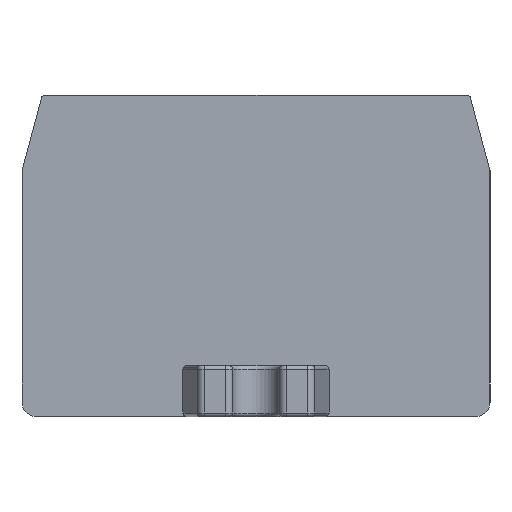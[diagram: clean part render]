
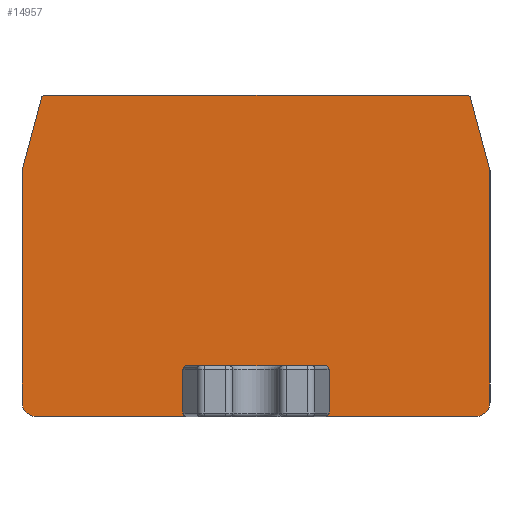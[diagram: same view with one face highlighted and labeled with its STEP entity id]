
A CAD part, front view. The second image highlights one B-rep face of the part: STEP entity #14957.
In plain terms, the highlighted planar face has unit normal (0, -1, 0).
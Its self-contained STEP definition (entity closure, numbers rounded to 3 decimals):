
#102=ELLIPSE('',#15807,0.254,0.25);
#103=ELLIPSE('',#15814,0.254,0.25);
#104=ELLIPSE('',#15817,0.254,0.25);
#105=ELLIPSE('',#15820,0.254,0.25);
#428=CIRCLE('',#15809,1.);
#429=CIRCLE('',#15811,1.);
#432=CIRCLE('',#15866,0.25);
#433=CIRCLE('',#15867,0.25);
#3004=ORIENTED_EDGE('',*,*,#5171,.T.);
#3005=ORIENTED_EDGE('',*,*,#5194,.F.);
#3006=ORIENTED_EDGE('',*,*,#5192,.T.);
#3007=ORIENTED_EDGE('',*,*,#5190,.T.);
#3008=ORIENTED_EDGE('',*,*,#5188,.T.);
#3009=ORIENTED_EDGE('',*,*,#5186,.T.);
#3010=ORIENTED_EDGE('',*,*,#5184,.T.);
#3011=ORIENTED_EDGE('',*,*,#5182,.T.);
#3012=ORIENTED_EDGE('',*,*,#5176,.T.);
#3013=ORIENTED_EDGE('',*,*,#5197,.T.);
#3014=ORIENTED_EDGE('',*,*,#5208,.T.);
#3015=ORIENTED_EDGE('',*,*,#5243,.T.);
#3016=ORIENTED_EDGE('',*,*,#5244,.T.);
#3017=ORIENTED_EDGE('',*,*,#5245,.T.);
#3018=ORIENTED_EDGE('',*,*,#5200,.T.);
#3019=ORIENTED_EDGE('',*,*,#5201,.T.);
#3020=ORIENTED_EDGE('',*,*,#5174,.T.);
#3021=ORIENTED_EDGE('',*,*,#5179,.T.);
#5171=EDGE_CURVE('',#6260,#6259,#102,.F.);
#5174=EDGE_CURVE('',#6262,#6261,#428,.T.);
#5176=EDGE_CURVE('',#6263,#6264,#429,.T.);
#5179=EDGE_CURVE('',#6261,#6260,#7341,.T.);
#5182=EDGE_CURVE('',#6265,#6263,#7344,.T.);
#5184=EDGE_CURVE('',#6266,#6265,#103,.F.);
#5186=EDGE_CURVE('',#6267,#6266,#7347,.T.);
#5188=EDGE_CURVE('',#6268,#6267,#104,.F.);
#5190=EDGE_CURVE('',#6269,#6268,#7350,.T.);
#5192=EDGE_CURVE('',#6270,#6269,#105,.F.);
#5194=EDGE_CURVE('',#6270,#6259,#7353,.T.);
#5197=EDGE_CURVE('',#6264,#6271,#7356,.T.);
#5200=EDGE_CURVE('',#6272,#6273,#7359,.T.);
#5201=EDGE_CURVE('',#6273,#6262,#7360,.T.);
#5208=EDGE_CURVE('',#6271,#6274,#7367,.T.);
#5243=EDGE_CURVE('',#6274,#6277,#432,.T.);
#5244=EDGE_CURVE('',#6277,#6278,#7400,.T.);
#5245=EDGE_CURVE('',#6278,#6272,#433,.T.);
#6259=VERTEX_POINT('',#23295);
#6260=VERTEX_POINT('',#23297);
#6261=VERTEX_POINT('',#23301);
#6262=VERTEX_POINT('',#23303);
#6263=VERTEX_POINT('',#23307);
#6264=VERTEX_POINT('',#23308);
#6265=VERTEX_POINT('',#23316);
#6266=VERTEX_POINT('',#23320);
#6267=VERTEX_POINT('',#23324);
#6268=VERTEX_POINT('',#23328);
#6269=VERTEX_POINT('',#23332);
#6270=VERTEX_POINT('',#23336);
#6271=VERTEX_POINT('',#23344);
#6272=VERTEX_POINT('',#23348);
#6273=VERTEX_POINT('',#23350);
#6274=VERTEX_POINT('',#23367);
#6277=VERTEX_POINT('',#23437);
#6278=VERTEX_POINT('',#23439);
#7341=LINE('',#23312,#8468);
#7344=LINE('',#23315,#8471);
#7347=LINE('',#23323,#8474);
#7350=LINE('',#23331,#8477);
#7353=LINE('',#23339,#8480);
#7356=LINE('',#23345,#8483);
#7359=LINE('',#23351,#8486);
#7360=LINE('',#23353,#8487);
#7367=LINE('',#23368,#8494);
#7400=LINE('',#23438,#8527);
#8468=VECTOR('',#18515,1000.);
#8471=VECTOR('',#18518,1000.);
#8474=VECTOR('',#18527,1000.);
#8477=VECTOR('',#18536,1000.);
#8480=VECTOR('',#18545,1000.);
#8483=VECTOR('',#18552,1000.);
#8486=VECTOR('',#18557,1000.);
#8487=VECTOR('',#18560,1000.);
#8494=VECTOR('',#18581,1000.);
#8527=VECTOR('',#18682,1000.);
#9073=EDGE_LOOP('',(#3004,#3005,#3006,#3007,#3008,#3009,#3010,#3011,#3012,
#3013,#3014,#3015,#3016,#3017,#3018,#3019,#3020,#3021));
#9713=FACE_BOUND('',#9073,.T.);
#10183=PLANE('',#15865);
#14957=ADVANCED_FACE('',(#9713),#10183,.T.);
#15807=AXIS2_PLACEMENT_3D('',#23296,#18498,#18499);
#15809=AXIS2_PLACEMENT_3D('',#23302,#18504,#18505);
#15811=AXIS2_PLACEMENT_3D('',#23306,#18509,#18510);
#15814=AXIS2_PLACEMENT_3D('',#23319,#18522,#18523);
#15817=AXIS2_PLACEMENT_3D('',#23327,#18531,#18532);
#15820=AXIS2_PLACEMENT_3D('',#23335,#18540,#18541);
#15865=AXIS2_PLACEMENT_3D('',#23435,#18678,#18679);
#15866=AXIS2_PLACEMENT_3D('',#23436,#18680,#18681);
#15867=AXIS2_PLACEMENT_3D('',#23440,#18683,#18684);
#18498=DIRECTION('',(0.,-1.,0.));
#18499=DIRECTION('',(1.,0.,0.));
#18504=DIRECTION('',(0.,-1.,0.));
#18505=DIRECTION('',(1.,0.,0.));
#18509=DIRECTION('',(0.,-1.,0.));
#18510=DIRECTION('',(0.,0.,-1.));
#18515=DIRECTION('',(1.,0.,0.));
#18518=DIRECTION('',(1.,0.,0.));
#18522=DIRECTION('',(0.,-1.,0.));
#18523=DIRECTION('',(1.,0.,0.));
#18527=DIRECTION('',(0.,0.,-1.));
#18531=DIRECTION('',(0.,-1.,0.));
#18532=DIRECTION('',(-1.,0.,0.));
#18536=DIRECTION('',(1.,0.,0.));
#18540=DIRECTION('',(0.,-1.,0.));
#18541=DIRECTION('',(-1.,0.,0.));
#18545=DIRECTION('',(0.,0.,-1.));
#18552=DIRECTION('',(0.,0.,1.));
#18557=DIRECTION('',(-0.259,0.,-0.966));
#18560=DIRECTION('',(0.,0.,-1.));
#18581=DIRECTION('',(-0.259,0.,0.966));
#18678=DIRECTION('',(0.,-1.,0.));
#18679=DIRECTION('',(0.,0.,-1.));
#18680=DIRECTION('',(0.,-1.,0.));
#18681=DIRECTION('',(1.,0.,0.));
#18682=DIRECTION('',(-1.,0.,0.));
#18683=DIRECTION('',(0.,-1.,0.));
#18684=DIRECTION('',(1.,0.,0.));
#23295=CARTESIAN_POINT('',(-9.775,-21.15,-4.154));
#23296=CARTESIAN_POINT('',(-9.521,-21.15,-4.154));
#23297=CARTESIAN_POINT('',(-9.521,-21.15,-4.404));
#23301=CARTESIAN_POINT('',(-19.8,-21.15,-4.404));
#23302=CARTESIAN_POINT('',(-19.8,-21.15,-3.404));
#23303=CARTESIAN_POINT('',(-20.8,-21.15,-3.404));
#23306=CARTESIAN_POINT('',(10.25,-21.15,-3.404));
#23307=CARTESIAN_POINT('',(10.25,-21.15,-4.404));
#23308=CARTESIAN_POINT('',(11.25,-21.15,-3.404));
#23312=CARTESIAN_POINT('',(-20.,-21.15,-4.404));
#23315=CARTESIAN_POINT('',(-20.,-21.15,-4.404));
#23316=CARTESIAN_POINT('',(-0.029,-21.15,-4.404));
#23319=CARTESIAN_POINT('',(-0.029,-21.15,-4.154));
#23320=CARTESIAN_POINT('',(0.225,-21.15,-4.154));
#23323=CARTESIAN_POINT('',(0.225,-21.15,-0.904));
#23324=CARTESIAN_POINT('',(0.225,-21.15,-1.154));
#23327=CARTESIAN_POINT('',(-0.029,-21.15,-1.154));
#23328=CARTESIAN_POINT('',(-0.029,-21.15,-0.904));
#23331=CARTESIAN_POINT('',(-9.775,-21.15,-0.904));
#23332=CARTESIAN_POINT('',(-9.521,-21.15,-0.904));
#23335=CARTESIAN_POINT('',(-9.521,-21.15,-1.154));
#23336=CARTESIAN_POINT('',(-9.775,-21.15,-1.154));
#23339=CARTESIAN_POINT('',(-9.775,-21.15,-0.904));
#23344=CARTESIAN_POINT('',(11.25,-21.15,12.457));
#23345=CARTESIAN_POINT('',(11.25,-21.15,12.411));
#23348=CARTESIAN_POINT('',(-19.472,-21.15,17.415));
#23350=CARTESIAN_POINT('',(-20.8,-21.15,12.457));
#23351=CARTESIAN_POINT('',(-19.472,-21.15,17.415));
#23353=CARTESIAN_POINT('',(-20.8,-21.15,-4.574));
#23367=CARTESIAN_POINT('',(9.922,-21.15,17.415));
#23368=CARTESIAN_POINT('',(9.922,-21.15,17.415));
#23435=CARTESIAN_POINT('',(-20.,-21.15,-4.574));
#23436=CARTESIAN_POINT('',(9.68,-21.15,17.35));
#23437=CARTESIAN_POINT('',(9.68,-21.15,17.6));
#23438=CARTESIAN_POINT('',(-19.23,-21.15,17.6));
#23439=CARTESIAN_POINT('',(-19.23,-21.15,17.6));
#23440=CARTESIAN_POINT('',(-19.23,-21.15,17.35));
